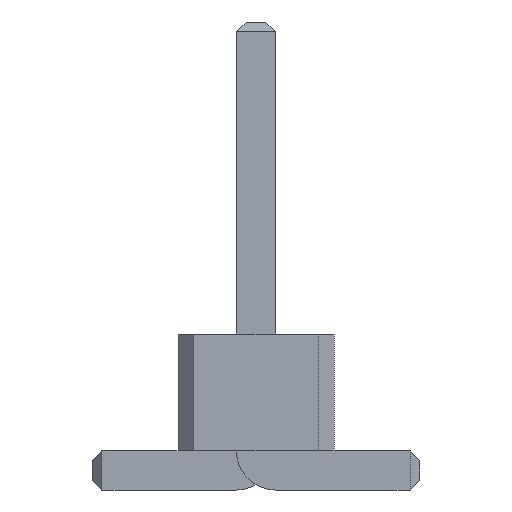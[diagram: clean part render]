
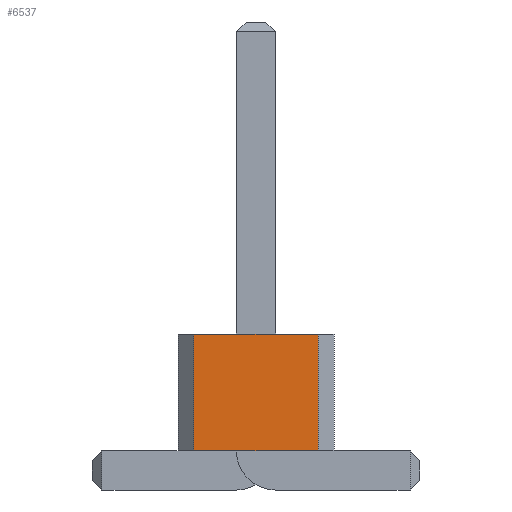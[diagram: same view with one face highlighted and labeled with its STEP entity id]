
A CAD part, front view. The second image highlights one B-rep face of the part: STEP entity #6537.
In plain terms, the highlighted planar face has unit normal (0, -1, 0).
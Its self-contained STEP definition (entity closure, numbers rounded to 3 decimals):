
#1246 = VERTEX_POINT('',#1247);
#1247 = CARTESIAN_POINT('',(0.8,-23.,0.5));
#1253 = EDGE_CURVE('',#1254,#1246,#1256,.T.);
#1254 = VERTEX_POINT('',#1255);
#1255 = CARTESIAN_POINT('',(-0.8,-23.,0.5));
#1256 = LINE('',#1257,#1258);
#1257 = CARTESIAN_POINT('',(-0.8,-23.,0.5));
#1258 = VECTOR('',#1259,1.);
#1259 = DIRECTION('',(1.,0.,0.));
#2879 = VERTEX_POINT('',#2880);
#2880 = CARTESIAN_POINT('',(0.8,-23.,2.));
#2886 = EDGE_CURVE('',#2887,#2879,#2889,.T.);
#2887 = VERTEX_POINT('',#2888);
#2888 = CARTESIAN_POINT('',(-0.8,-23.,2.));
#2889 = LINE('',#2890,#2891);
#2890 = CARTESIAN_POINT('',(-0.8,-23.,2.));
#2891 = VECTOR('',#2892,1.);
#2892 = DIRECTION('',(1.,0.,0.));
#6526 = EDGE_CURVE('',#1254,#2887,#6527,.T.);
#6527 = LINE('',#6528,#6529);
#6528 = CARTESIAN_POINT('',(-0.8,-23.,0.5));
#6529 = VECTOR('',#6530,1.);
#6530 = DIRECTION('',(0.,0.,1.));
#6537 = ADVANCED_FACE('',(#6538),#6549,.F.);
#6538 = FACE_BOUND('',#6539,.F.);
#6539 = EDGE_LOOP('',(#6540,#6541,#6542,#6548));
#6540 = ORIENTED_EDGE('',*,*,#6526,.T.);
#6541 = ORIENTED_EDGE('',*,*,#2886,.T.);
#6542 = ORIENTED_EDGE('',*,*,#6543,.F.);
#6543 = EDGE_CURVE('',#1246,#2879,#6544,.T.);
#6544 = LINE('',#6545,#6546);
#6545 = CARTESIAN_POINT('',(0.8,-23.,0.5));
#6546 = VECTOR('',#6547,1.);
#6547 = DIRECTION('',(0.,0.,1.));
#6548 = ORIENTED_EDGE('',*,*,#1253,.F.);
#6549 = PLANE('',#6550);
#6550 = AXIS2_PLACEMENT_3D('',#6551,#6552,#6553);
#6551 = CARTESIAN_POINT('',(-0.8,-23.,0.5));
#6552 = DIRECTION('',(0.,1.,0.));
#6553 = DIRECTION('',(1.,0.,0.));
